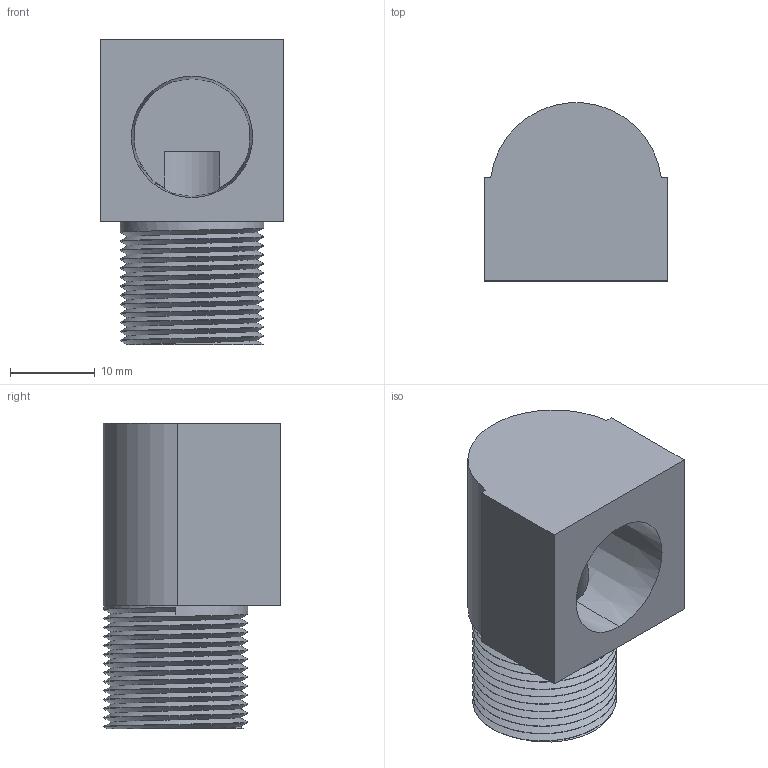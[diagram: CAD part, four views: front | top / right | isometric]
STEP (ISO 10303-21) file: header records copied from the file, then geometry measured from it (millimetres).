
FILE_DESCRIPTION (( 'STEP AP203' ), '1' );
FILE_NAME ('BFSE-38N.step', '2016-02-15T20:06:25', ( '' ), ( '' ), 'SwSTEP 2.0', 'SolidWorks 2015', '' );
FILE_SCHEMA (( 'CONFIG_CONTROL_DESIGN' ));
Length unit declared in the file: inch
Products named in the file (1): BFSE-38N
Bounding box: 21.74 x 21.05 x 36.14 mm (x, y, z)
Volume: 7533.5 mm3; surface area: 5026.5 mm2
Topology: 1 solids, 1 shells, 45 faces, 124 edges, 82 vertices
Faces by surface type: cylinder 30, plane 11, cone 2, bspline 2
Entity records: 2959 total; most frequent: CARTESIAN_POINT 1899, ORIENTED_EDGE 248, DIRECTION 162, EDGE_CURVE 124, VERTEX_POINT 82, AXIS2_PLACEMENT_3D 56, LINE 50, VECTOR 50
